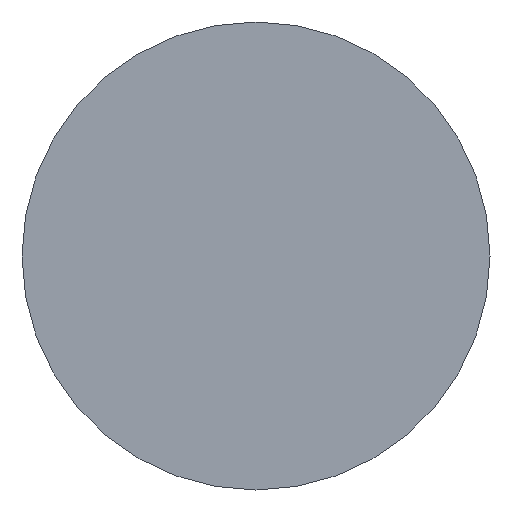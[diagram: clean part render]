
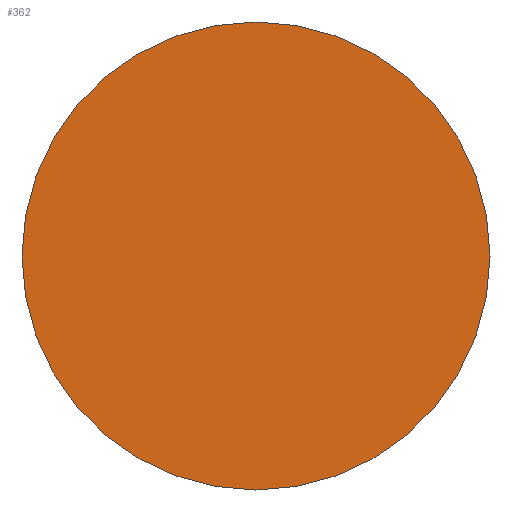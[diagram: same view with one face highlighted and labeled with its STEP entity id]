
A CAD part, left-side view. The second image highlights one B-rep face of the part: STEP entity #362.
In plain terms, the highlighted planar face has unit normal (-1, 0, 0).
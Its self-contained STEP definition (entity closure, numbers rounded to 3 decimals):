
#11 = ORIENTED_EDGE ( 'NONE', *, *, #222, .T. ) ;
#12 = DIRECTION ( 'NONE',  ( 0., 0., 1. ) ) ;
#51 = AXIS2_PLACEMENT_3D ( 'NONE', #103, #343, #12 ) ;
#56 = CIRCLE ( 'NONE', #287, 5.25 ) ;
#59 = PLANE ( 'NONE',  #230 ) ;
#63 = VERTEX_POINT ( 'NONE', #210 ) ;
#64 = DIRECTION ( 'NONE',  ( 0., 0., -1. ) ) ;
#93 = CARTESIAN_POINT ( 'NONE',  ( -50., 5.25, 0. ) ) ;
#103 = CARTESIAN_POINT ( 'NONE',  ( -50., 0., 0. ) ) ;
#104 = CARTESIAN_POINT ( 'NONE',  ( -50., 0., 5.25 ) ) ;
#114 = EDGE_LOOP ( 'NONE', ( #11, #190 ) ) ;
#190 = ORIENTED_EDGE ( 'NONE', *, *, #383, .T. ) ;
#210 = CARTESIAN_POINT ( 'NONE',  ( -50., 0., -5.25 ) ) ;
#217 = CIRCLE ( 'NONE', #51, 5.25 ) ;
#218 = DIRECTION ( 'NONE',  ( 1., 0., 0. ) ) ;
#221 = FACE_OUTER_BOUND ( 'NONE', #114, .T. ) ;
#222 = EDGE_CURVE ( 'NONE', #268, #63, #56, .T. ) ;
#230 = AXIS2_PLACEMENT_3D ( 'NONE', #93, #218, #64 ) ;
#256 = DIRECTION ( 'NONE',  ( -1., 0., 0. ) ) ;
#261 = CARTESIAN_POINT ( 'NONE',  ( -50., 0., 0. ) ) ;
#268 = VERTEX_POINT ( 'NONE', #104 ) ;
#287 = AXIS2_PLACEMENT_3D ( 'NONE', #261, #256, #342 ) ;
#342 = DIRECTION ( 'NONE',  ( 0., 0., 1. ) ) ;
#343 = DIRECTION ( 'NONE',  ( -1., 0., 0. ) ) ;
#362 = ADVANCED_FACE ( 'NONE', ( #221 ), #59, .F. ) ;
#383 = EDGE_CURVE ( 'NONE', #63, #268, #217, .T. ) ;
